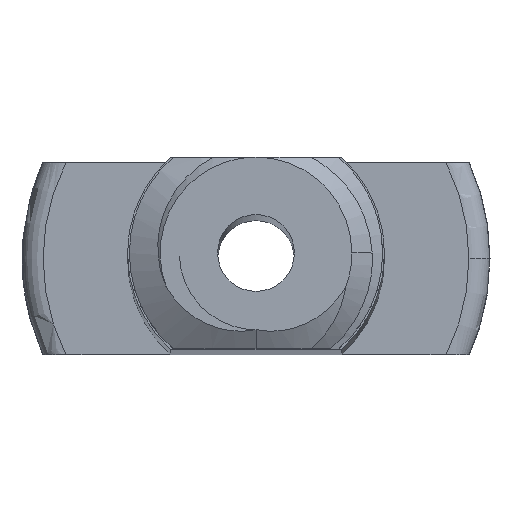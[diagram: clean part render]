
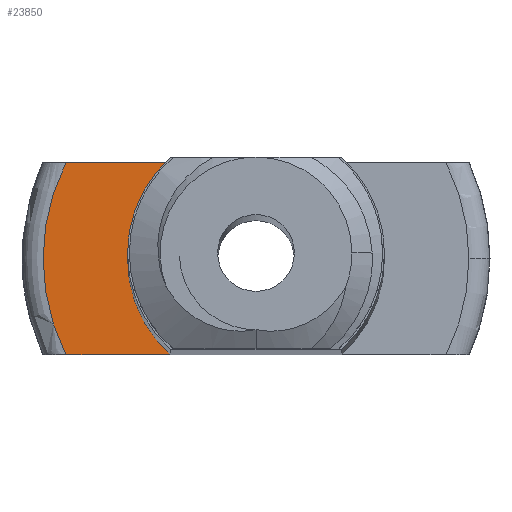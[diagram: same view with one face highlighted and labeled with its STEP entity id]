
A CAD part, top view. The second image highlights one B-rep face of the part: STEP entity #23850.
In plain terms, the highlighted planar face has unit normal (0, 0, 1).
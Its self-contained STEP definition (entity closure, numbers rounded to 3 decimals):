
#5582 = PLANE('',#5583);
#5583 = AXIS2_PLACEMENT_3D('',#5584,#5585,#5586);
#5584 = CARTESIAN_POINT('',(-12.5,-2.5,200.));
#5585 = DIRECTION('',(0.,1.,0.));
#5586 = DIRECTION('',(-1.,0.,0.));
#6371 = PLANE('',#6372);
#6372 = AXIS2_PLACEMENT_3D('',#6373,#6374,#6375);
#6373 = CARTESIAN_POINT('',(-12.5,2.5,200.));
#6374 = DIRECTION('',(0.,-1.,0.));
#6375 = DIRECTION('',(1.,0.,0.));
#8179 = VERTEX_POINT('',#8180);
#8180 = CARTESIAN_POINT('',(-2.23,-2.5,0.));
#8194 = CYLINDRICAL_SURFACE('',#8195,3.35);
#8195 = AXIS2_PLACEMENT_3D('',#8196,#8197,#8198);
#8196 = CARTESIAN_POINT('',(0.,0.,79.85
    ));
#8197 = DIRECTION('',(0.,0.,-1.));
#8198 = DIRECTION('',(1.,0.,0.));
#8206 = EDGE_CURVE('',#8207,#8179,#8209,.T.);
#8207 = VERTEX_POINT('',#8208);
#8208 = CARTESIAN_POINT('',(-4.955,-2.5,0.));
#8209 = SURFACE_CURVE('',#8210,(#8214,#8221),.PCURVE_S1.);
#8210 = LINE('',#8211,#8212);
#8211 = CARTESIAN_POINT('',(-6.25,-2.5,0.));
#8212 = VECTOR('',#8213,1.);
#8213 = DIRECTION('',(1.,0.,0.));
#8214 = PCURVE('',#5582,#8215);
#8215 = DEFINITIONAL_REPRESENTATION('',(#8216),#8220);
#8216 = LINE('',#8217,#8218);
#8217 = CARTESIAN_POINT('',(-6.25,-200.));
#8218 = VECTOR('',#8219,1.);
#8219 = DIRECTION('',(-1.,0.));
#8220 = ( GEOMETRIC_REPRESENTATION_CONTEXT(2) 
PARAMETRIC_REPRESENTATION_CONTEXT() REPRESENTATION_CONTEXT('2D SPACE',''
  ) );
#8221 = PCURVE('',#8222,#8227);
#8222 = PLANE('',#8223);
#8223 = AXIS2_PLACEMENT_3D('',#8224,#8225,#8226);
#8224 = CARTESIAN_POINT('',(0.,0.,
    0.));
#8225 = DIRECTION('',(0.,0.,-1.));
#8226 = DIRECTION('',(1.,0.,0.));
#8227 = DEFINITIONAL_REPRESENTATION('',(#8228),#8232);
#8228 = LINE('',#8229,#8230);
#8229 = CARTESIAN_POINT('',(-6.25,2.5));
#8230 = VECTOR('',#8231,1.);
#8231 = DIRECTION('',(1.,0.));
#8232 = ( GEOMETRIC_REPRESENTATION_CONTEXT(2) 
PARAMETRIC_REPRESENTATION_CONTEXT() REPRESENTATION_CONTEXT('2D SPACE',''
  ) );
#8288 = TOROIDAL_SURFACE('',#8289,5.55,0.55);
#8289 = AXIS2_PLACEMENT_3D('',#8290,#8291,#8292);
#8290 = CARTESIAN_POINT('',(0.,0.,-0.55)
  );
#8291 = DIRECTION('',(0.,0.,1.));
#8292 = DIRECTION('',(1.,0.,0.));
#22673 = VERTEX_POINT('',#22674);
#22674 = CARTESIAN_POINT('',(-2.23,2.5,0.));
#22695 = EDGE_CURVE('',#22696,#22673,#22698,.T.);
#22696 = VERTEX_POINT('',#22697);
#22697 = CARTESIAN_POINT('',(-4.955,2.5,0.));
#22698 = SURFACE_CURVE('',#22699,(#22703,#22710),.PCURVE_S1.);
#22699 = LINE('',#22700,#22701);
#22700 = CARTESIAN_POINT('',(-6.25,2.5,0.));
#22701 = VECTOR('',#22702,1.);
#22702 = DIRECTION('',(1.,0.,0.));
#22703 = PCURVE('',#6371,#22704);
#22704 = DEFINITIONAL_REPRESENTATION('',(#22705),#22709);
#22705 = LINE('',#22706,#22707);
#22706 = CARTESIAN_POINT('',(6.25,-200.));
#22707 = VECTOR('',#22708,1.);
#22708 = DIRECTION('',(1.,0.));
#22709 = ( GEOMETRIC_REPRESENTATION_CONTEXT(2) 
PARAMETRIC_REPRESENTATION_CONTEXT() REPRESENTATION_CONTEXT('2D SPACE',''
  ) );
#22710 = PCURVE('',#8222,#22711);
#22711 = DEFINITIONAL_REPRESENTATION('',(#22712),#22716);
#22712 = LINE('',#22713,#22714);
#22713 = CARTESIAN_POINT('',(-6.25,-2.5));
#22714 = VECTOR('',#22715,1.);
#22715 = DIRECTION('',(1.,0.));
#22716 = ( GEOMETRIC_REPRESENTATION_CONTEXT(2) 
PARAMETRIC_REPRESENTATION_CONTEXT() REPRESENTATION_CONTEXT('2D SPACE',''
  ) );
#23755 = EDGE_CURVE('',#8179,#22673,#23756,.T.);
#23756 = SURFACE_CURVE('',#23757,(#23762,#23769),.PCURVE_S1.);
#23757 = CIRCLE('',#23758,3.35);
#23758 = AXIS2_PLACEMENT_3D('',#23759,#23760,#23761);
#23759 = CARTESIAN_POINT('',(0.,0.,
    0.));
#23760 = DIRECTION('',(0.,0.,-1.));
#23761 = DIRECTION('',(1.,0.,0.));
#23762 = PCURVE('',#8194,#23763);
#23763 = DEFINITIONAL_REPRESENTATION('',(#23764),#23768);
#23764 = LINE('',#23765,#23766);
#23765 = CARTESIAN_POINT('',(0.,79.85));
#23766 = VECTOR('',#23767,1.);
#23767 = DIRECTION('',(1.,0.));
#23768 = ( GEOMETRIC_REPRESENTATION_CONTEXT(2) 
PARAMETRIC_REPRESENTATION_CONTEXT() REPRESENTATION_CONTEXT('2D SPACE',''
  ) );
#23769 = PCURVE('',#8222,#23770);
#23770 = DEFINITIONAL_REPRESENTATION('',(#23771),#23775);
#23771 = CIRCLE('',#23772,3.35);
#23772 = AXIS2_PLACEMENT_2D('',#23773,#23774);
#23773 = CARTESIAN_POINT('',(0.,0.));
#23774 = DIRECTION('',(1.,0.));
#23775 = ( GEOMETRIC_REPRESENTATION_CONTEXT(2) 
PARAMETRIC_REPRESENTATION_CONTEXT() REPRESENTATION_CONTEXT('2D SPACE',''
  ) );
#23850 = ADVANCED_FACE('',(#23851),#8222,.F.);
#23851 = FACE_BOUND('',#23852,.T.);
#23852 = EDGE_LOOP('',(#23853,#23854,#23855,#23856));
#23853 = ORIENTED_EDGE('',*,*,#8206,.T.);
#23854 = ORIENTED_EDGE('',*,*,#23755,.T.);
#23855 = ORIENTED_EDGE('',*,*,#22695,.F.);
#23856 = ORIENTED_EDGE('',*,*,#23857,.F.);
#23857 = EDGE_CURVE('',#8207,#22696,#23858,.T.);
#23858 = SURFACE_CURVE('',#23859,(#23864,#23871),.PCURVE_S1.);
#23859 = CIRCLE('',#23860,5.55);
#23860 = AXIS2_PLACEMENT_3D('',#23861,#23862,#23863);
#23861 = CARTESIAN_POINT('',(0.,0.,
    0.));
#23862 = DIRECTION('',(0.,0.,-1.));
#23863 = DIRECTION('',(1.,0.,0.));
#23864 = PCURVE('',#8222,#23865);
#23865 = DEFINITIONAL_REPRESENTATION('',(#23866),#23870);
#23866 = CIRCLE('',#23867,5.55);
#23867 = AXIS2_PLACEMENT_2D('',#23868,#23869);
#23868 = CARTESIAN_POINT('',(0.,0.));
#23869 = DIRECTION('',(1.,0.));
#23870 = ( GEOMETRIC_REPRESENTATION_CONTEXT(2) 
PARAMETRIC_REPRESENTATION_CONTEXT() REPRESENTATION_CONTEXT('2D SPACE',''
  ) );
#23871 = PCURVE('',#8288,#23872);
#23872 = DEFINITIONAL_REPRESENTATION('',(#23873),#23877);
#23873 = LINE('',#23874,#23875);
#23874 = CARTESIAN_POINT('',(-0.,7.854));
#23875 = VECTOR('',#23876,1.);
#23876 = DIRECTION('',(-1.,0.));
#23877 = ( GEOMETRIC_REPRESENTATION_CONTEXT(2) 
PARAMETRIC_REPRESENTATION_CONTEXT() REPRESENTATION_CONTEXT('2D SPACE',''
  ) );
